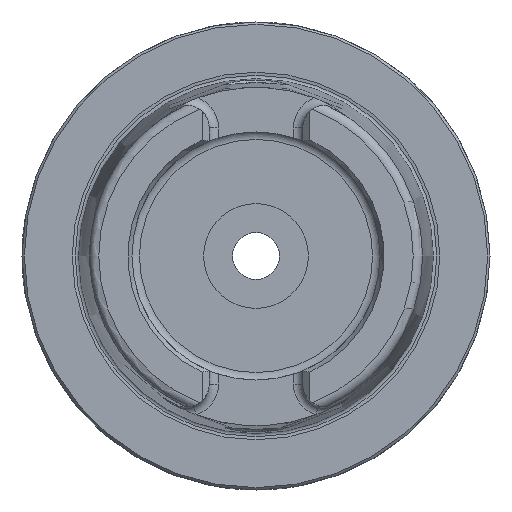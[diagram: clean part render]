
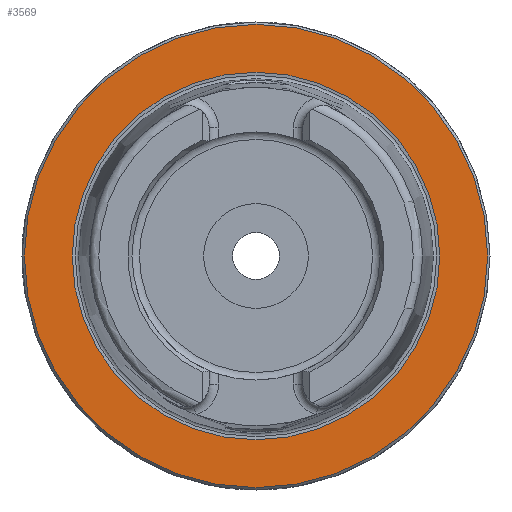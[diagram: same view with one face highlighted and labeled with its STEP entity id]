
A CAD part, left-side view. The second image highlights one B-rep face of the part: STEP entity #3569.
In plain terms, the highlighted planar face has unit normal (-1, 0, 0).
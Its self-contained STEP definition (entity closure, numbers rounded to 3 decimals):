
#253=FACE_BOUND('',#654,.T.);
#296=PLANE('',#3988);
#441=FACE_OUTER_BOUND('',#653,.T.);
#653=EDGE_LOOP('',(#2922,#2923));
#654=EDGE_LOOP('',(#2924,#2925));
#1280=CIRCLE('',#3986,39.275);
#1281=CIRCLE('',#3987,39.275);
#1282=CIRCLE('',#3989,49.5);
#1283=CIRCLE('',#3990,49.5);
#1587=VERTEX_POINT('',#6753);
#1588=VERTEX_POINT('',#6755);
#1589=VERTEX_POINT('',#6759);
#1590=VERTEX_POINT('',#6760);
#2059=EDGE_CURVE('',#1588,#1587,#1280,.T.);
#2060=EDGE_CURVE('',#1587,#1588,#1281,.T.);
#2061=EDGE_CURVE('',#1589,#1590,#1282,.T.);
#2062=EDGE_CURVE('',#1590,#1589,#1283,.T.);
#2922=ORIENTED_EDGE('',*,*,#2061,.F.);
#2923=ORIENTED_EDGE('',*,*,#2062,.F.);
#2924=ORIENTED_EDGE('',*,*,#2059,.T.);
#2925=ORIENTED_EDGE('',*,*,#2060,.T.);
#3569=ADVANCED_FACE('',(#441,#253),#296,.T.);
#3986=AXIS2_PLACEMENT_3D('',#6756,#4784,#4785);
#3987=AXIS2_PLACEMENT_3D('',#6757,#4786,#4787);
#3988=AXIS2_PLACEMENT_3D('',#6758,#4788,#4789);
#3989=AXIS2_PLACEMENT_3D('',#6761,#4790,#4791);
#3990=AXIS2_PLACEMENT_3D('',#6762,#4792,#4793);
#4784=DIRECTION('center_axis',(1.,0.,0.));
#4785=DIRECTION('ref_axis',(0.,0.,-1.));
#4786=DIRECTION('center_axis',(1.,0.,0.));
#4787=DIRECTION('ref_axis',(0.,0.,-1.));
#4788=DIRECTION('center_axis',(-1.,0.,0.));
#4789=DIRECTION('ref_axis',(0.,0.,1.));
#4790=DIRECTION('center_axis',(1.,0.,0.));
#4791=DIRECTION('ref_axis',(0.,0.,-1.));
#4792=DIRECTION('center_axis',(1.,0.,0.));
#4793=DIRECTION('ref_axis',(0.,0.,-1.));
#6753=CARTESIAN_POINT('',(0.,-39.275,0.));
#6755=CARTESIAN_POINT('',(0.,39.275,0.));
#6756=CARTESIAN_POINT('Origin',(0.,0.,0.));
#6757=CARTESIAN_POINT('Origin',(0.,0.,0.));
#6758=CARTESIAN_POINT('Origin',(0.,49.5,0.));
#6759=CARTESIAN_POINT('',(0.,49.5,0.));
#6760=CARTESIAN_POINT('',(0.,-49.5,0.));
#6761=CARTESIAN_POINT('Origin',(0.,0.,0.));
#6762=CARTESIAN_POINT('Origin',(0.,0.,0.));
